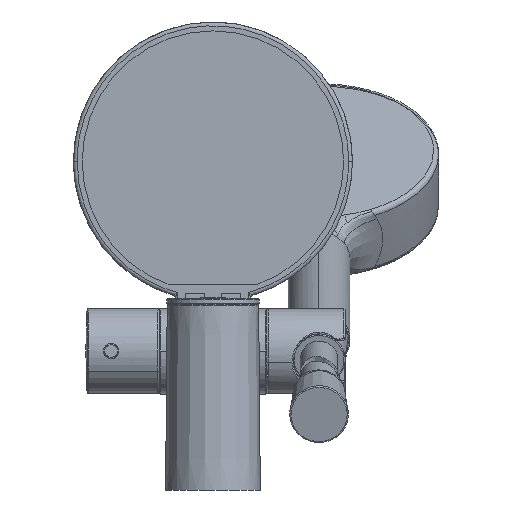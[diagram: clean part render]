
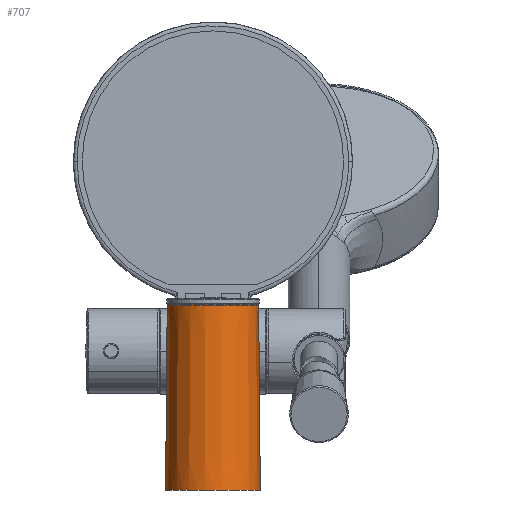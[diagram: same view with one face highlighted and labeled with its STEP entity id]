
A CAD part, front view. The second image highlights one B-rep face of the part: STEP entity #707.
In plain terms, the highlighted conical face has half-angle 0.5 degrees and reference radius 18.104 mm.
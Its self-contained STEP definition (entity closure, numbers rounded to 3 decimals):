
#474 = CARTESIAN_POINT ( 'NONE',  ( 0., 0., 0. ) ) ;
#707 = ADVANCED_FACE ( 'NONE', ( #7146 ), #15337, .T. ) ;
#875 = DIRECTION ( 'NONE',  ( 1., 0., 0. ) ) ;
#1295 = EDGE_CURVE ( 'NONE', #1925, #9993, #13612, .T. ) ;
#1690 = DIRECTION ( 'NONE',  ( 1., 0., 0. ) ) ;
#1925 = VERTEX_POINT ( 'NONE', #13800 ) ;
#2955 = CARTESIAN_POINT ( 'NONE',  ( -18.104, 0., 73.504 ) ) ;
#2998 = EDGE_CURVE ( 'NONE', #12352, #9324, #12010, .T. ) ;
#4100 = ORIENTED_EDGE ( 'NONE', *, *, #1295, .T. ) ;
#5594 = CARTESIAN_POINT ( 'NONE',  ( 0., 0., 73.504 ) ) ;
#6469 = CARTESIAN_POINT ( 'NONE',  ( 18.104, -0.166, 73.504 ) ) ;
#6679 = CARTESIAN_POINT ( 'NONE',  ( 0., 0., 73.504 ) ) ;
#7146 = FACE_OUTER_BOUND ( 'NONE', #12869, .T. ) ;
#7184 = CIRCLE ( 'NONE', #11664, 18.104 ) ;
#7426 = ORIENTED_EDGE ( 'NONE', *, *, #9016, .F. ) ;
#7831 = DIRECTION ( 'NONE',  ( -0.009, 0., -1. ) ) ;
#8044 = DIRECTION ( 'NONE',  ( 0., 0., 1. ) ) ;
#8627 = EDGE_CURVE ( 'NONE', #1925, #12352, #7184, .T. ) ;
#8721 = DIRECTION ( 'NONE',  ( 1., 0., 0. ) ) ;
#8779 = AXIS2_PLACEMENT_3D ( 'NONE', #5594, #12923, #1690 ) ;
#9016 = EDGE_CURVE ( 'NONE', #9324, #12436, #15976, .T. ) ;
#9324 = VERTEX_POINT ( 'NONE', #13583 ) ;
#9550 = CARTESIAN_POINT ( 'NONE',  ( 18.104, 0., 73.504 ) ) ;
#9993 = VERTEX_POINT ( 'NONE', #13744 ) ;
#10015 = AXIS2_PLACEMENT_3D ( 'NONE', #474, #8044, #14401 ) ;
#10224 = VECTOR ( 'NONE', #7831, 1000. ) ;
#11063 = ORIENTED_EDGE ( 'NONE', *, *, #2998, .F. ) ;
#11067 = CARTESIAN_POINT ( 'NONE',  ( 0., 0., 73.504 ) ) ;
#11664 = AXIS2_PLACEMENT_3D ( 'NONE', #11067, #16249, #8721 ) ;
#11807 = CIRCLE ( 'NONE', #10015, 18.746 ) ;
#12010 = CIRCLE ( 'NONE', #8779, 18.104 ) ;
#12267 = DIRECTION ( 'NONE',  ( 0.009, 0., -1. ) ) ;
#12352 = VERTEX_POINT ( 'NONE', #6469 ) ;
#12436 = VERTEX_POINT ( 'NONE', #15430 ) ;
#12869 = EDGE_LOOP ( 'NONE', ( #15560, #4100, #16061, #7426, #11063 ) ) ;
#12923 = DIRECTION ( 'NONE',  ( 0., 0., 1. ) ) ;
#13093 = DIRECTION ( 'NONE',  ( 0., 0., -1. ) ) ;
#13239 = AXIS2_PLACEMENT_3D ( 'NONE', #6679, #13093, #875 ) ;
#13583 = CARTESIAN_POINT ( 'NONE',  ( 18.104, 0., 73.504 ) ) ;
#13612 = LINE ( 'NONE', #2955, #10224 ) ;
#13744 = CARTESIAN_POINT ( 'NONE',  ( -18.746, 0., 0. ) ) ;
#13800 = CARTESIAN_POINT ( 'NONE',  ( -18.104, 0., 73.504 ) ) ;
#14401 = DIRECTION ( 'NONE',  ( -1., 0., 0. ) ) ;
#15169 = VECTOR ( 'NONE', #12267, 1000. ) ;
#15337 = CONICAL_SURFACE ( 'NONE', #13239, 18.104, 0.009 ) ;
#15430 = CARTESIAN_POINT ( 'NONE',  ( 18.746, 0., 0. ) ) ;
#15560 = ORIENTED_EDGE ( 'NONE', *, *, #8627, .F. ) ;
#15976 = LINE ( 'NONE', #9550, #15169 ) ;
#16041 = EDGE_CURVE ( 'NONE', #9993, #12436, #11807, .T. ) ;
#16061 = ORIENTED_EDGE ( 'NONE', *, *, #16041, .T. ) ;
#16249 = DIRECTION ( 'NONE',  ( 0., 0., 1. ) ) ;
